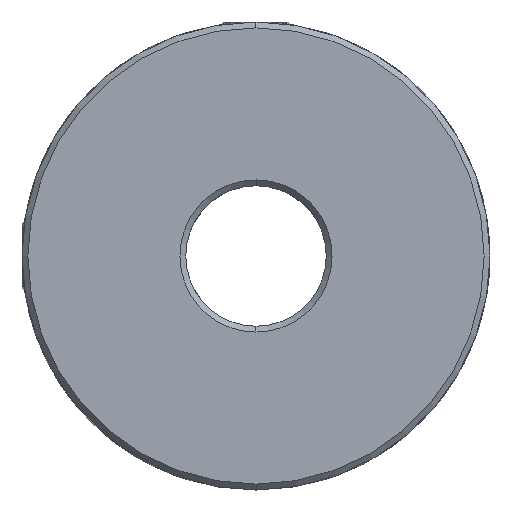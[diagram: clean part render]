
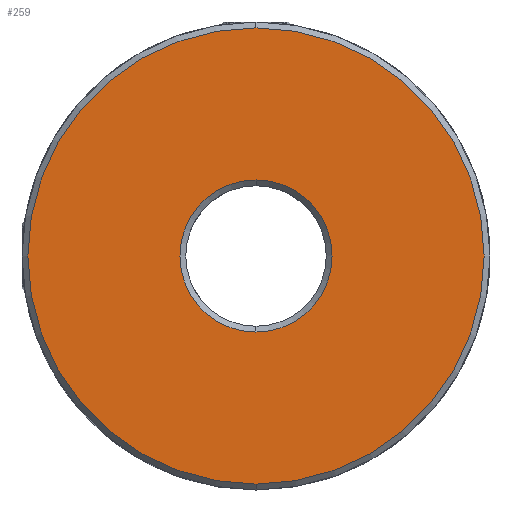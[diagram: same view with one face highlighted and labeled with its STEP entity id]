
A CAD part, left-side view. The second image highlights one B-rep face of the part: STEP entity #259.
In plain terms, the highlighted planar face has unit normal (-1, 0, 0).
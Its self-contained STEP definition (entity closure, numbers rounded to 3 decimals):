
#102 = EDGE_CURVE ( 'NONE', #3021, #3020, #1032, .T. ) ;
#111 = EDGE_CURVE ( 'NONE', #3023, #3024, #1044, .T. ) ;
#142 = EDGE_CURVE ( 'NONE', #3024, #3023, #1081, .T. ) ;
#143 = EDGE_CURVE ( 'NONE', #3020, #3021, #1083, .T. ) ;
#259 = ADVANCED_FACE ( 'NONE', ( #1960, #1964 ), #1836, .T. ) ;
#632 = EDGE_LOOP ( 'NONE', ( #2854, #2855 ) ) ;
#634 = EDGE_LOOP ( 'NONE', ( #2856, #2857 ) ) ;
#711 = AXIS2_PLACEMENT_3D ( 'NONE', #3402, #3403, #3404 ) ;
#719 = AXIS2_PLACEMENT_3D ( 'NONE', #1225, #1226, #1227 ) ;
#721 = AXIS2_PLACEMENT_3D ( 'NONE', #1402, #1404, #1405 ) ;
#737 = AXIS2_PLACEMENT_3D ( 'NONE', #1399, #1407, #1408 ) ;
#812 = AXIS2_PLACEMENT_3D ( 'NONE', #1835, #1838, #1839 ) ;
#1032 = CIRCLE ( 'NONE', #711, 6.5 ) ;
#1044 = CIRCLE ( 'NONE', #719, 19.5 ) ;
#1081 = CIRCLE ( 'NONE', #721, 19.5 ) ;
#1083 = CIRCLE ( 'NONE', #737, 6.5 ) ;
#1225 = CARTESIAN_POINT ( 'NONE',  ( -17.5, 0., 0. ) ) ;
#1226 = DIRECTION ( 'NONE',  ( -1., 0., 0. ) ) ;
#1227 = DIRECTION ( 'NONE',  ( 0., 0., 1. ) ) ;
#1399 = CARTESIAN_POINT ( 'NONE',  ( -17.5, 0., 0. ) ) ;
#1402 = CARTESIAN_POINT ( 'NONE',  ( -17.5, 0., 0. ) ) ;
#1404 = DIRECTION ( 'NONE',  ( -1., 0., 0. ) ) ;
#1405 = DIRECTION ( 'NONE',  ( 0., 0., 1. ) ) ;
#1407 = DIRECTION ( 'NONE',  ( 1., 0., 0. ) ) ;
#1408 = DIRECTION ( 'NONE',  ( 0., 0., 1. ) ) ;
#1835 = CARTESIAN_POINT ( 'NONE',  ( -17.5, 0., 0. ) ) ;
#1836 = PLANE ( 'NONE',  #812 ) ;
#1838 = DIRECTION ( 'NONE',  ( -1., 0., 0. ) ) ;
#1839 = DIRECTION ( 'NONE',  ( 0., 1., 0. ) ) ;
#1960 = FACE_OUTER_BOUND ( 'NONE', #632, .T. ) ;
#1964 = FACE_BOUND ( 'NONE', #634, .T. ) ;
#2533 = CARTESIAN_POINT ( 'NONE',  ( -17.5, 0., -6.5 ) ) ;
#2534 = CARTESIAN_POINT ( 'NONE',  ( -17.5, 0., 6.5 ) ) ;
#2536 = CARTESIAN_POINT ( 'NONE',  ( -17.5, 0., 19.5 ) ) ;
#2537 = CARTESIAN_POINT ( 'NONE',  ( -17.5, 0., -19.5 ) ) ;
#2854 = ORIENTED_EDGE ( 'NONE', *, *, #142, .T. ) ;
#2855 = ORIENTED_EDGE ( 'NONE', *, *, #111, .T. ) ;
#2856 = ORIENTED_EDGE ( 'NONE', *, *, #102, .T. ) ;
#2857 = ORIENTED_EDGE ( 'NONE', *, *, #143, .T. ) ;
#3020 = VERTEX_POINT ( 'NONE', #2533 ) ;
#3021 = VERTEX_POINT ( 'NONE', #2534 ) ;
#3023 = VERTEX_POINT ( 'NONE', #2536 ) ;
#3024 = VERTEX_POINT ( 'NONE', #2537 ) ;
#3402 = CARTESIAN_POINT ( 'NONE',  ( -17.5, 0., 0. ) ) ;
#3403 = DIRECTION ( 'NONE',  ( 1., 0., 0. ) ) ;
#3404 = DIRECTION ( 'NONE',  ( 0., 0., 1. ) ) ;
